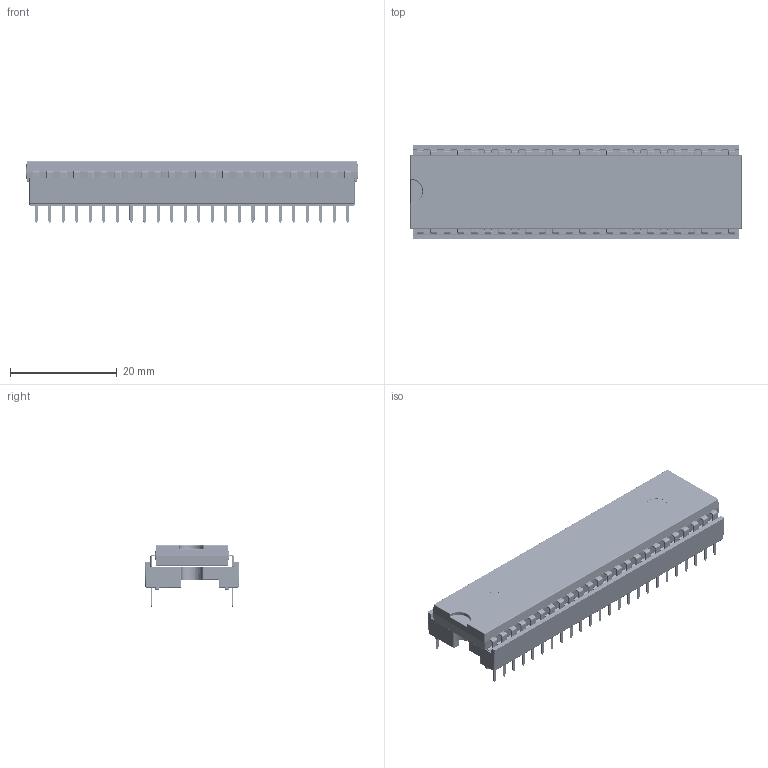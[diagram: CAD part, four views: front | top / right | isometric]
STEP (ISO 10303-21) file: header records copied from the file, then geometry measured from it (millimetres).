
FILE_DESCRIPTION(/* description */ (''),/* implementation_level */ '2;1');
FILE_NAME(/* name */ 'DIP-48 W15.24mm IC with Socket.stp',/* time_stamp */ '2019-09-26T08:24:16+02:00',/* author */ ('PCB-Tech'),/* organization */ (''),/* preprocessor_version */ 'ST-DEVELOPER v17.2',/* originating_system */ 'Autodesk Inventor 2019',/* authorisation */ '');
FILE_SCHEMA (('AUTOMOTIVE_DESIGN { 1 0 10303 214 3 1 1 }'));
Products named in the file (6): DIP-48 W15.24mm IC Socket; Body DIP-48 Socket; Stamped Dual Wipe Contact for DIP Sockets; DIP-48 W15.24mm Package; DIP-48 W15.24mm; IC Beinchen
Assembly tree (99 placements, depth 3):
  DIP-48 W15.24mm IC Socket
    Stamped Dual Wipe Contact for DIP Sockets  x48
    Body DIP-48 Socket
    DIP-48 W15.24mm Package
      IC Beinchen  x48
      DIP-48 W15.24mm
Bounding box: 62.25 x 17.78 x 11.51 mm (x, y, z)
Volume: 5036.1 mm3; surface area: 8973 mm2
Topology: 98 solids, 98 shells, 18539 faces, 45050 edges, 27043 vertices
Faces by surface type: plane 5812, cylinder 5353, bspline 4282, torus 2405, sphere 687
Full cylindrical faces by diameter (mm): 4 x4
Entity records: 60864 total; most frequent: CARTESIAN_POINT 17260, ORIENTED_EDGE 9342, DIRECTION 8559, EDGE_CURVE 4671, LINE 3671, VECTOR 3671, VERTEX_POINT 3025, AXIS2_PLACEMENT_3D 2444
